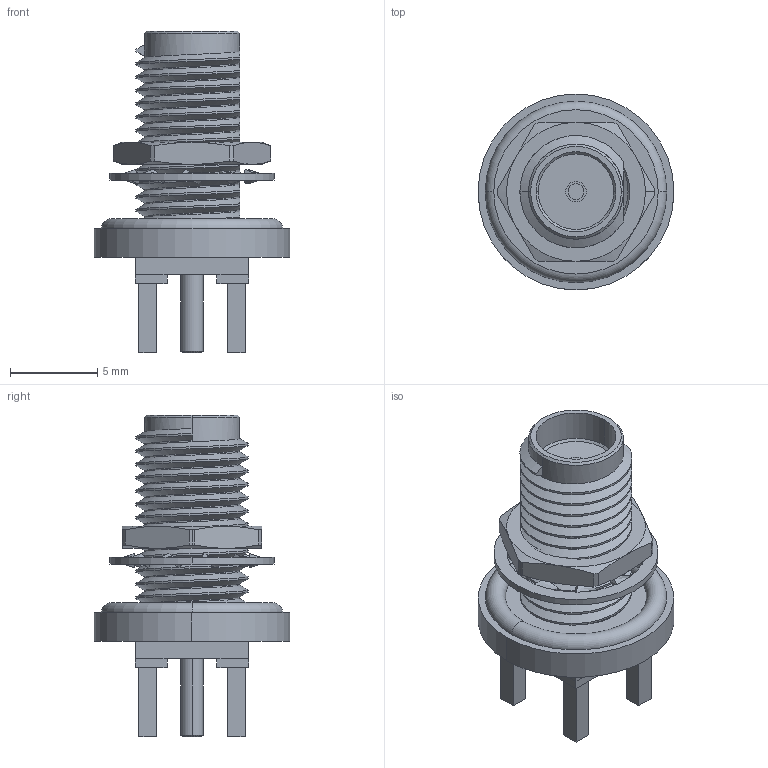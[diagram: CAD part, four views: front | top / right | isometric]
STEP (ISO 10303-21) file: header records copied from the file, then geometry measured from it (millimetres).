
FILE_DESCRIPTION (( 'STEP AP214' ), '1' );
FILE_NAME ('RFPCB-SMA-FS18G-45_3D.step', '2023-03-13T18:28:09', ( '' ), ( '' ), 'SwSTEP 2.0', 'SolidWorks 2022', '' );
FILE_SCHEMA (( 'AUTOMOTIVE_DESIGN' ));
Length unit declared in the file: inch
Products named in the file (1): RFPCB-SMA-FS18G-45_3D
Bounding box: 11.2 x 11.2 x 18.39 mm (x, y, z)
Volume: 559.9 mm3; surface area: 960.5 mm2
Topology: 3 solids, 3 shells, 242 faces, 680 edges, 456 vertices
Faces by surface type: plane 91, cylinder 64, bspline 59, cone 26, torus 2
Entity records: 17359 total; most frequent: CARTESIAN_POINT 11712, ORIENTED_EDGE 1360, DIRECTION 889, EDGE_CURVE 680, VERTEX_POINT 456, AXIS2_PLACEMENT_3D 308, LINE 273, VECTOR 273
